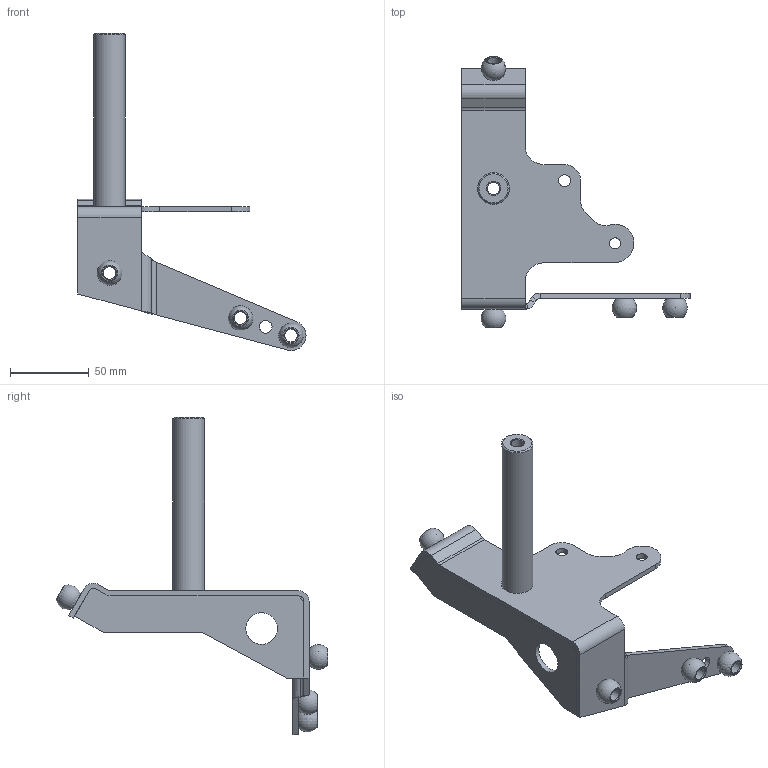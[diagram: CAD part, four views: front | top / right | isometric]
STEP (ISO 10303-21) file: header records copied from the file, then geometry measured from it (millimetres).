
FILE_DESCRIPTION(/* description */ ('Unknown'),/* implementation_level */ '2;1');
FILE_NAME(/* name */ 'Directie_Fuzeta_dreapta',/* time_stamp */ '2018-10-15T23:20:47+03:00',/* author */ ('Unknown'),/* organization */ ('Unknown'),/* preprocessor_version */ 'ST-DEVELOPER v16.7',/* originating_system */ 'DEX',/* authorisation */ $);
FILE_SCHEMA (('AUTOMOTIVE_DESIGN {1 0 10303 214 3 1 1}'));
Length unit declared in the file: millimetre
Products named in the file (8): GP1076; GP1076 Steering Body Right; GP1076 Axle; GP1270 Ball; GP1076 Side Bracket_oa_0; GP1076 Side Bracket_oa_1; GP1076_532_554_Fillet 2_oa_2; GP1076_532_554_Fillet 2_oa_3
Assembly tree (10 placements, depth 2):
  GP1076
    GP1076 Steering Body Right
    GP1076 Axle
    GP1270 Ball  x4
    GP1076 Side Bracket_oa_0
    GP1076 Side Bracket_oa_1
    GP1076_532_554_Fillet 2_oa_2
    GP1076_532_554_Fillet 2_oa_3
Bounding box: 144.53 x 172.11 x 200.89 mm (x, y, z)
Volume: 108803.1 mm3; surface area: 71699.1 mm2
Topology: 11 solids, 11 shells, 160 faces, 391 edges, 253 vertices
Faces by surface type: plane 70, cylinder 48, bspline 21, cone 16, sphere 4, torus 1
Full cylindrical faces by diameter (mm): 7 x1, 7.5 x1, 7.805 x1, 8 x5, 8.001 x4, 10.916 x1, 20 x2, 26.35 x2
Entity records: 4734 total; most frequent: CARTESIAN_POINT 1288, ORIENTED_EDGE 634, DIRECTION 599, EDGE_CURVE 317, VERTEX_POINT 217, AXIS2_PLACEMENT_3D 216, EDGE_LOOP 194, FACE_BOUND 194
